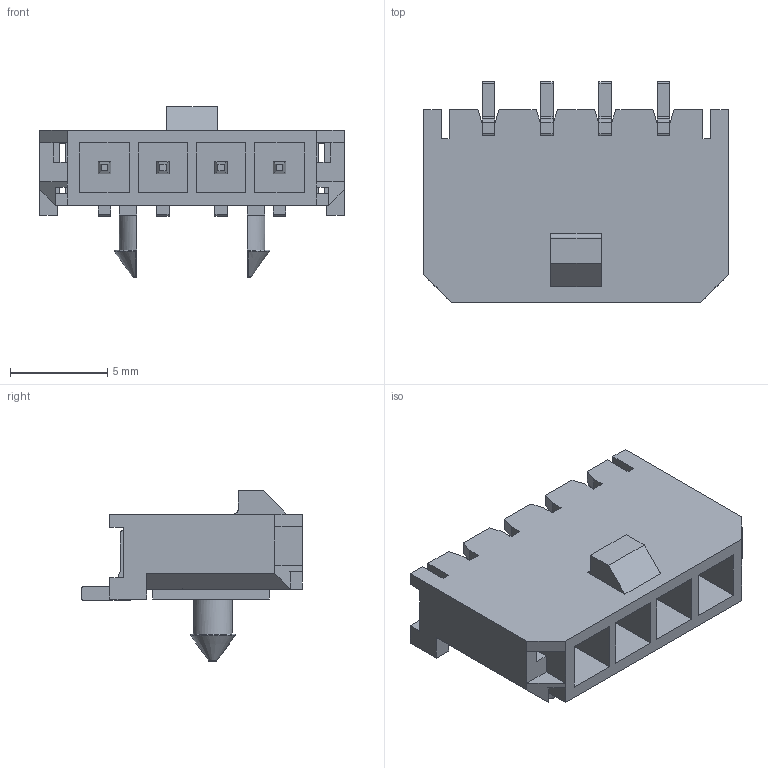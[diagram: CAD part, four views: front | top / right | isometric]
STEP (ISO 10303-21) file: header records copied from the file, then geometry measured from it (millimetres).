
FILE_DESCRIPTION(/* description */ ('Unknown'),/* implementation_level */ '2;1');
FILE_NAME(/* name */ '662104136022',/* time_stamp */ '2016-06-15T15:36:09+02:00',/* author */ ('Unknown'),/* organization */ ('Unknown'),/* preprocessor_version */ 'ST-DEVELOPER v16.7',/* originating_system */ 'DEX',/* authorisation */ $);
FILE_SCHEMA (('AUTOMOTIVE_DESIGN {1 0 10303 214 3 1 1}'));
Length unit declared in the file: millimetre
Products named in the file (3): 6621xx136022; 662104136022
Assembly tree (5 placements, depth 2):
  6621xx136022
    662104136022
    6621xx136022  x4
Bounding box: 15.65 x 11.35 x 8.77 mm (x, y, z)
Volume: 375.7 mm3; surface area: 1115.1 mm2
Topology: 5 solids, 5 shells, 338 faces, 933 edges, 592 vertices
Faces by surface type: plane 275, cylinder 45, sphere 8, torus 4, bspline 4, cone 2
Entity records: 8080 total; most frequent: CARTESIAN_POINT 1567, ORIENTED_EDGE 1388, DIRECTION 1246, EDGE_CURVE 694, LINE 624, VECTOR 624, VERTEX_POINT 442, AXIS2_PLACEMENT_3D 311
